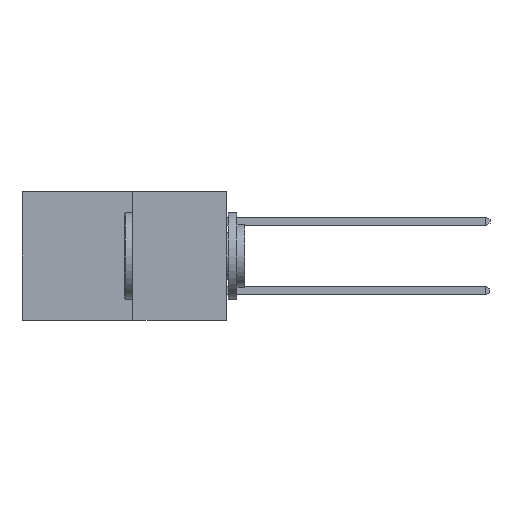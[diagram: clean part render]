
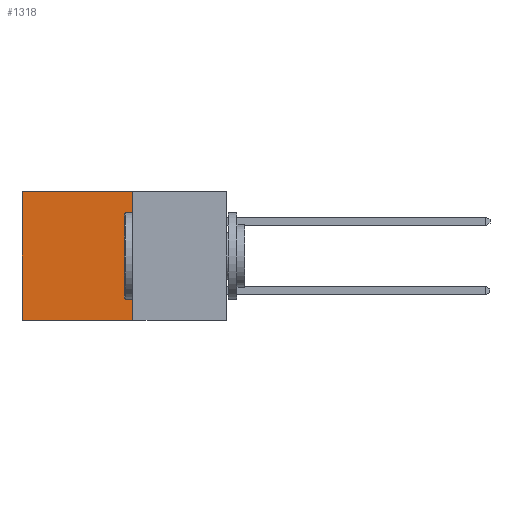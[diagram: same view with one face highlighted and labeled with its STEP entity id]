
A CAD part, left-side view. The second image highlights one B-rep face of the part: STEP entity #1318.
In plain terms, the highlighted planar face has unit normal (-1, 0, 0).
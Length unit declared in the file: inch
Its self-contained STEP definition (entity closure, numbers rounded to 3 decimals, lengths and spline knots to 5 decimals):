
#682 = VECTOR ( 'NONE', #4739, 39.37008 ) ;
#962 = VERTEX_POINT ( 'NONE', #2586 ) ;
#1175 = EDGE_CURVE ( 'NONE', #5405, #1599, #5998, .T. ) ;
#1224 = CARTESIAN_POINT ( 'NONE',  ( 0.277, 0.59, -0.37 ) ) ;
#1298 = LINE ( 'NONE', #6451, #4735 ) ;
#1318 = ADVANCED_FACE ( 'NONE', ( #1418 ), #7704, .F. ) ;
#1418 = FACE_OUTER_BOUND ( 'NONE', #4957, .T. ) ;
#1599 = VERTEX_POINT ( 'NONE', #1224 ) ;
#1617 = CARTESIAN_POINT ( 'NONE',  ( 0.277, 0.27, 0. ) ) ;
#2571 = VERTEX_POINT ( 'NONE', #7249 ) ;
#2586 = CARTESIAN_POINT ( 'NONE',  ( 0.277, 0.27, 0. ) ) ;
#2636 = EDGE_CURVE ( 'NONE', #2571, #1599, #6927, .T. ) ;
#2718 = EDGE_CURVE ( 'NONE', #962, #5405, #1298, .T. ) ;
#3429 = VECTOR ( 'NONE', #4900, 39.37008 ) ;
#3913 = ORIENTED_EDGE ( 'NONE', *, *, #4446, .T. ) ;
#4033 = ORIENTED_EDGE ( 'NONE', *, *, #2718, .F. ) ;
#4114 = ORIENTED_EDGE ( 'NONE', *, *, #2636, .T. ) ;
#4122 = ORIENTED_EDGE ( 'NONE', *, *, #1175, .F. ) ;
#4446 = EDGE_CURVE ( 'NONE', #962, #2571, #6815, .T. ) ;
#4735 = VECTOR ( 'NONE', #5059, 39.37008 ) ;
#4739 = DIRECTION ( 'NONE',  ( 0., 1., 0. ) ) ;
#4900 = DIRECTION ( 'NONE',  ( 0., 1., 0. ) ) ;
#4901 = DIRECTION ( 'NONE',  ( 0., 0., -1. ) ) ;
#4910 = CARTESIAN_POINT ( 'NONE',  ( 0.277, 0.59, -0.37 ) ) ;
#4957 = EDGE_LOOP ( 'NONE', ( #4114, #4122, #4033, #3913 ) ) ;
#5059 = DIRECTION ( 'NONE',  ( 0., 0., -1. ) ) ;
#5143 = CARTESIAN_POINT ( 'NONE',  ( 0.277, 0.27, -0.37 ) ) ;
#5314 = VECTOR ( 'NONE', #4901, 39.37008 ) ;
#5360 = CARTESIAN_POINT ( 'NONE',  ( 0.277, 0.27, -0.37 ) ) ;
#5405 = VERTEX_POINT ( 'NONE', #5143 ) ;
#5550 = DIRECTION ( 'NONE',  ( 1., 0., 0. ) ) ;
#5586 = DIRECTION ( 'NONE',  ( 0., 0., -1. ) ) ;
#5897 = CARTESIAN_POINT ( 'NONE',  ( 0.277, 0.27, -0.37 ) ) ;
#5998 = LINE ( 'NONE', #5897, #682 ) ;
#6451 = CARTESIAN_POINT ( 'NONE',  ( 0.277, 0.27, -0.37 ) ) ;
#6815 = LINE ( 'NONE', #1617, #3429 ) ;
#6927 = LINE ( 'NONE', #4910, #5314 ) ;
#7249 = CARTESIAN_POINT ( 'NONE',  ( 0.277, 0.59, 0. ) ) ;
#7704 = PLANE ( 'NONE',  #7714 ) ;
#7714 = AXIS2_PLACEMENT_3D ( 'NONE', #5360, #5550, #5586 ) ;
